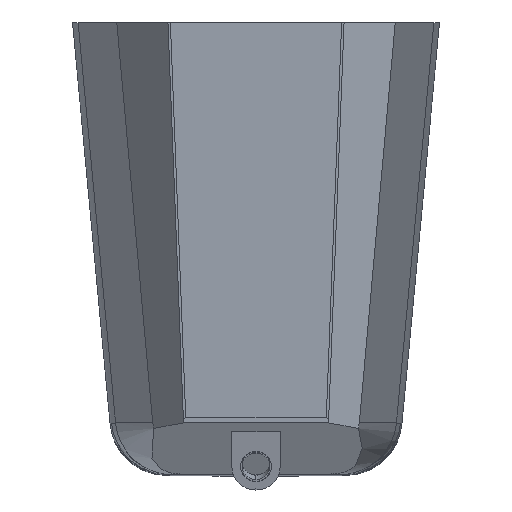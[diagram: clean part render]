
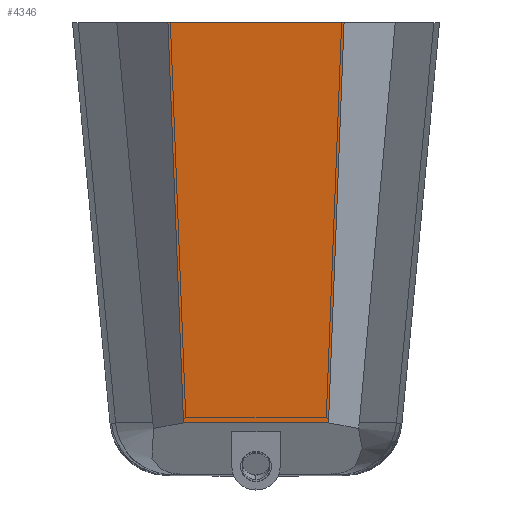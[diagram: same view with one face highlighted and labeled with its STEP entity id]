
A CAD part, top view. The second image highlights one B-rep face of the part: STEP entity #4346.
In plain terms, the highlighted planar face has unit normal (0, -0.093, 0.996).
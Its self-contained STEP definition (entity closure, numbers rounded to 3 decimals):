
#387 = CARTESIAN_POINT ( 'NONE',  ( -91.299, 259.875, 1028.727 ) ) ;
#1389 = CARTESIAN_POINT ( 'NONE',  ( 73.125, -155.682, 989.769 ) ) ;
#1528 = CARTESIAN_POINT ( 'NONE',  ( 91.299, 259.875, 1028.727 ) ) ;
#1846 = VECTOR ( 'NONE', #6170, 1000. ) ;
#1861 = ORIENTED_EDGE ( 'NONE', *, *, #9305, .T. ) ;
#2004 = VECTOR ( 'NONE', #10746, 1000. ) ;
#2094 = ORIENTED_EDGE ( 'NONE', *, *, #10828, .T. ) ;
#2247 = LINE ( 'NONE', #7447, #2004 ) ;
#2383 = VECTOR ( 'NONE', #8065, 1000. ) ;
#3021 = CARTESIAN_POINT ( 'NONE',  ( 75.161, -155.682, 989.769 ) ) ;
#3024 = EDGE_LOOP ( 'NONE', ( #4065, #2094, #1861, #9176 ) ) ;
#3354 = DIRECTION ( 'NONE',  ( 1., 0., 0. ) ) ;
#3838 = LINE ( 'NONE', #1389, #2383 ) ;
#3980 = VERTEX_POINT ( 'NONE', #3021 ) ;
#4065 = ORIENTED_EDGE ( 'NONE', *, *, #10751, .F. ) ;
#4346 = ADVANCED_FACE ( 'NONE', ( #6175 ), #9630, .T. ) ;
#4449 = CARTESIAN_POINT ( 'NONE',  ( -82.212, 25.875, 1006.79 ) ) ;
#5636 = EDGE_CURVE ( 'NONE', #7746, #5638, #10917, .T. ) ;
#5638 = VERTEX_POINT ( 'NONE', #1528 ) ;
#5712 = AXIS2_PLACEMENT_3D ( 'NONE', #7009, #6284, #8674 ) ;
#6170 = DIRECTION ( 'NONE',  ( -0.039, 0.995, 0.093 ) ) ;
#6175 = FACE_OUTER_BOUND ( 'NONE', #3024, .T. ) ;
#6284 = DIRECTION ( 'NONE',  ( 0., -0.093, 0.996 ) ) ;
#6320 = VECTOR ( 'NONE', #3354, 1000. ) ;
#6614 = VERTEX_POINT ( 'NONE', #10328 ) ;
#7009 = CARTESIAN_POINT ( 'NONE',  ( -73.125, -208.125, 984.852 ) ) ;
#7447 = CARTESIAN_POINT ( 'NONE',  ( 82.212, 25.875, 1006.79 ) ) ;
#7746 = VERTEX_POINT ( 'NONE', #387 ) ;
#8065 = DIRECTION ( 'NONE',  ( 1., 0., 0. ) ) ;
#8674 = DIRECTION ( 'NONE',  ( 1., 0., 0. ) ) ;
#8892 = LINE ( 'NONE', #4449, #1846 ) ;
#9176 = ORIENTED_EDGE ( 'NONE', *, *, #5636, .F. ) ;
#9305 = EDGE_CURVE ( 'NONE', #3980, #5638, #2247, .T. ) ;
#9630 = PLANE ( 'NONE',  #5712 ) ;
#10194 = CARTESIAN_POINT ( 'NONE',  ( -91.299, 259.875, 1028.727 ) ) ;
#10328 = CARTESIAN_POINT ( 'NONE',  ( -75.161, -155.682, 989.769 ) ) ;
#10746 = DIRECTION ( 'NONE',  ( 0.039, 0.995, 0.093 ) ) ;
#10751 = EDGE_CURVE ( 'NONE', #6614, #7746, #8892, .T. ) ;
#10828 = EDGE_CURVE ( 'NONE', #6614, #3980, #3838, .T. ) ;
#10917 = LINE ( 'NONE', #10194, #6320 ) ;
